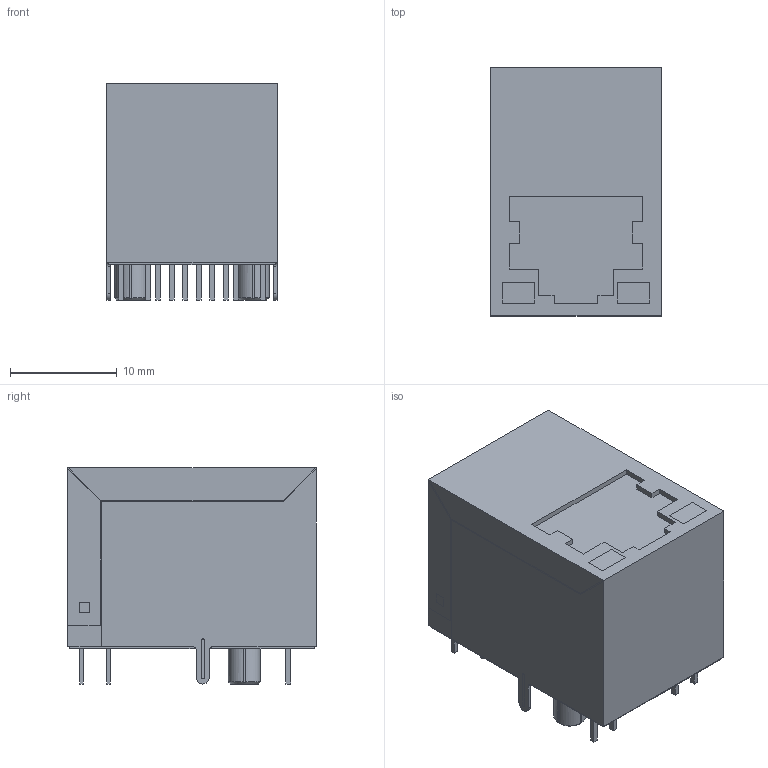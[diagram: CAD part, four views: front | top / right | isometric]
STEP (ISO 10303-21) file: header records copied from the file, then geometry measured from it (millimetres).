
FILE_DESCRIPTION (( 'STEP AP214' ), '1' );
FILE_NAME ('ARJ-148.STEP', '2015-07-14T12:03:02', ( 'STR' ), ( '' ), 'SwSTEP 2.0', 'SolidWorks 2012', '' );
FILE_SCHEMA (( 'AUTOMOTIVE_DESIGN' ));
Length unit declared in the file: millimetre
Products named in the file (1): ARJ-148
Bounding box: 15.9 x 23.2 x 20.2 mm (x, y, z)
Volume: 6237.3 mm3; surface area: 2241.7 mm2
Topology: 1 solids, 1 shells, 273 faces, 730 edges, 494 vertices
Faces by surface type: plane 230, bspline 27, cylinder 14, cone 2
Full cylindrical faces by diameter (mm): 3 x2
Entity records: 10768 total; most frequent: CARTESIAN_POINT 3173, ORIENTED_EDGE 1440, DIRECTION 1184, EDGE_CURVE 720, LINE 594, VECTOR 594, VERTEX_POINT 488, EDGE_LOOP 312
